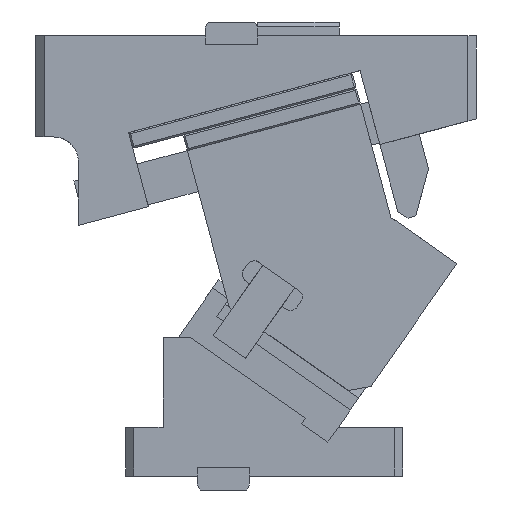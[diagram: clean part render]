
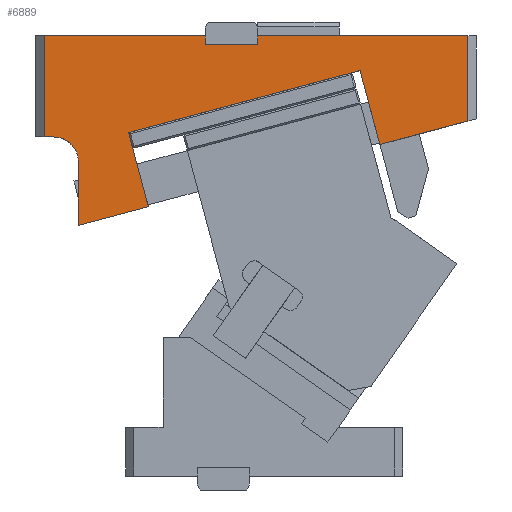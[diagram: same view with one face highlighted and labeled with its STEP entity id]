
A CAD part, front view. The second image highlights one B-rep face of the part: STEP entity #6889.
In plain terms, the highlighted planar face has unit normal (0, -1, 0).
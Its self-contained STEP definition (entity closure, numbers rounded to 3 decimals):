
#6152=CARTESIAN_POINT('Vertex',(13.971,0.,165.275)) ;
#6210=CARTESIAN_POINT('Vertex',(1.807,0.,210.673)) ;
#6213=CARTESIAN_POINT('Line Origine',(7.889,0.,187.974)) ;
#6408=CARTESIAN_POINT('Line Origine',(-7.514,0.,159.517)) ;
#6412=CARTESIAN_POINT('Vertex',(-29.,0.,153.76)) ;
#6752=CARTESIAN_POINT('Vertex',(143.798,0.,248.719)) ;
#6755=CARTESIAN_POINT('Line Origine',(72.802,0.,229.696)) ;
#6773=CARTESIAN_POINT('Axis2P3D Location',(99.836,0.,266.98)) ;
#6778=CARTESIAN_POINT('Line Origine',(149.88,0.,226.02)) ;
#6782=CARTESIAN_POINT('Vertex',(155.962,0.,203.321)) ;
#6785=CARTESIAN_POINT('Line Origine',(182.981,0.,210.561)) ;
#6789=CARTESIAN_POINT('Vertex',(210.,0.,217.8)) ;
#6792=CARTESIAN_POINT('Line Origine',(210.,0.,243.9)) ;
#6796=CARTESIAN_POINT('Vertex',(210.,0.,270.)) ;
#6799=CARTESIAN_POINT('Line Origine',(145.5,0.,270.)) ;
#6803=CARTESIAN_POINT('Vertex',(81.,0.,270.)) ;
#6806=CARTESIAN_POINT('Line Origine',(81.,0.,267.25)) ;
#6810=CARTESIAN_POINT('Vertex',(81.,0.,264.5)) ;
#6813=CARTESIAN_POINT('Line Origine',(65.,0.,264.5)) ;
#6817=CARTESIAN_POINT('Vertex',(49.,0.,264.5)) ;
#6820=CARTESIAN_POINT('Line Origine',(49.,0.,267.25)) ;
#6824=CARTESIAN_POINT('Vertex',(49.,0.,270.)) ;
#6827=CARTESIAN_POINT('Line Origine',(-0.5,0.,270.)) ;
#6831=CARTESIAN_POINT('Vertex',(-50.,0.,270.)) ;
#6834=CARTESIAN_POINT('Line Origine',(-50.,0.,239.)) ;
#6838=CARTESIAN_POINT('Vertex',(-50.,0.,208.)) ;
#6841=CARTESIAN_POINT('Line Origine',(-47.,0.,208.)) ;
#6845=CARTESIAN_POINT('Vertex',(-44.,0.,208.)) ;
#6849=CARTESIAN_POINT('Control Point',(-44.,0.,208.)) ;
#6850=CARTESIAN_POINT('Control Point',(-42.482,0.,208.)) ;
#6851=CARTESIAN_POINT('Control Point',(-40.964,0.,207.808)) ;
#6852=CARTESIAN_POINT('Control Point',(-39.479,0.,207.424)) ;
#6853=CARTESIAN_POINT('Control Point',(-36.637,0.,206.289)) ;
#6854=CARTESIAN_POINT('Control Point',(-34.168,0.,204.481)) ;
#6855=CARTESIAN_POINT('Control Point',(-33.055,0.,203.425)) ;
#6856=CARTESIAN_POINT('Control Point',(-31.119,0.,201.055)) ;
#6857=CARTESIAN_POINT('Control Point',(-29.835,0.,198.278)) ;
#6858=CARTESIAN_POINT('Control Point',(-29.373,0.,196.815)) ;
#6859=CARTESIAN_POINT('Control Point',(-29.073,0.,195.152)) ;
#6860=CARTESIAN_POINT('Control Point',(-29.006,0.,193.476)) ;
#6861=CARTESIAN_POINT('Control Point',(-29.002,0.,193.317)) ;
#6862=CARTESIAN_POINT('Control Point',(-29.,0.,193.159)) ;
#6863=CARTESIAN_POINT('Control Point',(-29.,0.,193.)) ;
#6864=CARTESIAN_POINT('Vertex',(-29.,0.,193.)) ;
#6867=CARTESIAN_POINT('Line Origine',(-29.,0.,173.38)) ;
#6214=DIRECTION('Vector Direction',(0.259,0.,-0.966)) ;
#6409=DIRECTION('Vector Direction',(0.966,0.,0.259)) ;
#6756=DIRECTION('Vector Direction',(-0.966,0.,-0.259)) ;
#6774=DIRECTION('Axis2P3D Direction',(0.,-1.,0.)) ;
#6775=DIRECTION('Axis2P3D XDirection',(0.94,0.,-0.342)) ;
#6779=DIRECTION('Vector Direction',(0.259,0.,-0.966)) ;
#6786=DIRECTION('Vector Direction',(0.966,0.,0.259)) ;
#6793=DIRECTION('Vector Direction',(0.,0.,1.)) ;
#6800=DIRECTION('Vector Direction',(1.,0.,0.)) ;
#6807=DIRECTION('Vector Direction',(0.,0.,1.)) ;
#6814=DIRECTION('Vector Direction',(1.,0.,0.)) ;
#6821=DIRECTION('Vector Direction',(0.,0.,-1.)) ;
#6828=DIRECTION('Vector Direction',(1.,0.,0.)) ;
#6835=DIRECTION('Vector Direction',(0.,0.,-1.)) ;
#6842=DIRECTION('Vector Direction',(1.,0.,0.)) ;
#6868=DIRECTION('Vector Direction',(0.,0.,-1.)) ;
#6776=AXIS2_PLACEMENT_3D('Plane Axis2P3D',#6773,#6774,#6775) ;
#6873=ORIENTED_EDGE('',*,*,#6217,.F.) ;
#6874=ORIENTED_EDGE('',*,*,#6759,.F.) ;
#6875=ORIENTED_EDGE('',*,*,#6784,.T.) ;
#6876=ORIENTED_EDGE('',*,*,#6791,.T.) ;
#6877=ORIENTED_EDGE('',*,*,#6798,.T.) ;
#6878=ORIENTED_EDGE('',*,*,#6805,.F.) ;
#6879=ORIENTED_EDGE('',*,*,#6812,.F.) ;
#6880=ORIENTED_EDGE('',*,*,#6819,.F.) ;
#6881=ORIENTED_EDGE('',*,*,#6826,.F.) ;
#6882=ORIENTED_EDGE('',*,*,#6833,.F.) ;
#6883=ORIENTED_EDGE('',*,*,#6840,.F.) ;
#6884=ORIENTED_EDGE('',*,*,#6847,.T.) ;
#6885=ORIENTED_EDGE('',*,*,#6866,.T.) ;
#6886=ORIENTED_EDGE('',*,*,#6871,.T.) ;
#6887=ORIENTED_EDGE('',*,*,#6414,.T.) ;
#6215=VECTOR('Line Direction',#6214,1.) ;
#6410=VECTOR('Line Direction',#6409,1.) ;
#6757=VECTOR('Line Direction',#6756,1.) ;
#6780=VECTOR('Line Direction',#6779,1.) ;
#6787=VECTOR('Line Direction',#6786,1.) ;
#6794=VECTOR('Line Direction',#6793,1.) ;
#6801=VECTOR('Line Direction',#6800,1.) ;
#6808=VECTOR('Line Direction',#6807,1.) ;
#6815=VECTOR('Line Direction',#6814,1.) ;
#6822=VECTOR('Line Direction',#6821,1.) ;
#6829=VECTOR('Line Direction',#6828,1.) ;
#6836=VECTOR('Line Direction',#6835,1.) ;
#6843=VECTOR('Line Direction',#6842,1.) ;
#6869=VECTOR('Line Direction',#6868,1.) ;
#6889=ADVANCED_FACE('CAM HOLDER',(#6888),#6777,.T.) ;
#6848=B_SPLINE_CURVE_WITH_KNOTS('',5,(#6849,#6850,#6851,#6852,#6853,#6854,#6855,#6856,#6857,#6858,#6859,#6860,#6861,#6862,#6863),.UNSPECIFIED.,.F.,.U.,(6,3,3,3,6),(0.,10.733,21.466,32.199,33.321),.UNSPECIFIED.) ;
#6217=EDGE_CURVE('',#6211,#6153,#6216,.T.) ;
#6414=EDGE_CURVE('',#6413,#6153,#6411,.T.) ;
#6759=EDGE_CURVE('',#6753,#6211,#6758,.T.) ;
#6784=EDGE_CURVE('',#6753,#6783,#6781,.T.) ;
#6791=EDGE_CURVE('',#6783,#6790,#6788,.T.) ;
#6798=EDGE_CURVE('',#6790,#6797,#6795,.T.) ;
#6805=EDGE_CURVE('',#6804,#6797,#6802,.T.) ;
#6812=EDGE_CURVE('',#6811,#6804,#6809,.T.) ;
#6819=EDGE_CURVE('',#6818,#6811,#6816,.T.) ;
#6826=EDGE_CURVE('',#6825,#6818,#6823,.T.) ;
#6833=EDGE_CURVE('',#6832,#6825,#6830,.T.) ;
#6840=EDGE_CURVE('',#6839,#6832,#6837,.F.) ;
#6847=EDGE_CURVE('',#6839,#6846,#6844,.T.) ;
#6866=EDGE_CURVE('',#6846,#6865,#6848,.T.) ;
#6871=EDGE_CURVE('',#6865,#6413,#6870,.T.) ;
#6872=EDGE_LOOP('',(#6873,#6874,#6875,#6876,#6877,#6878,#6879,#6880,#6881,#6882,#6883,#6884,#6885,#6886,#6887)) ;
#6888=FACE_OUTER_BOUND('',#6872,.T.) ;
#6216=LINE('Line',#6213,#6215) ;
#6411=LINE('Line',#6408,#6410) ;
#6758=LINE('Line',#6755,#6757) ;
#6781=LINE('Line',#6778,#6780) ;
#6788=LINE('Line',#6785,#6787) ;
#6795=LINE('Line',#6792,#6794) ;
#6802=LINE('Line',#6799,#6801) ;
#6809=LINE('Line',#6806,#6808) ;
#6816=LINE('Line',#6813,#6815) ;
#6823=LINE('Line',#6820,#6822) ;
#6830=LINE('Line',#6827,#6829) ;
#6837=LINE('Line',#6834,#6836) ;
#6844=LINE('Line',#6841,#6843) ;
#6870=LINE('Line',#6867,#6869) ;
#6777=PLANE('Plane',#6776) ;
#6153=VERTEX_POINT('',#6152) ;
#6211=VERTEX_POINT('',#6210) ;
#6413=VERTEX_POINT('',#6412) ;
#6753=VERTEX_POINT('',#6752) ;
#6783=VERTEX_POINT('',#6782) ;
#6790=VERTEX_POINT('',#6789) ;
#6797=VERTEX_POINT('',#6796) ;
#6804=VERTEX_POINT('',#6803) ;
#6811=VERTEX_POINT('',#6810) ;
#6818=VERTEX_POINT('',#6817) ;
#6825=VERTEX_POINT('',#6824) ;
#6832=VERTEX_POINT('',#6831) ;
#6839=VERTEX_POINT('',#6838) ;
#6846=VERTEX_POINT('',#6845) ;
#6865=VERTEX_POINT('',#6864) ;
